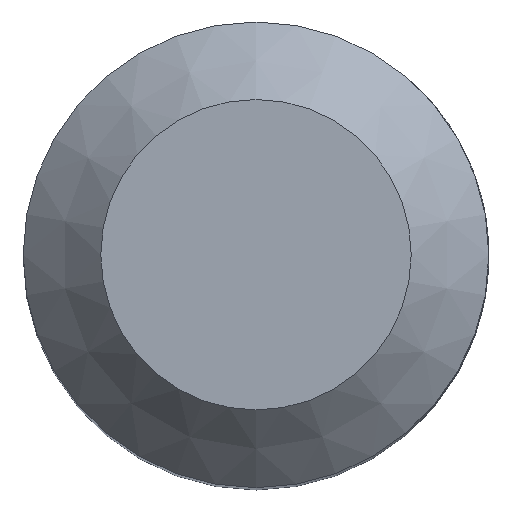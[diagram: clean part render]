
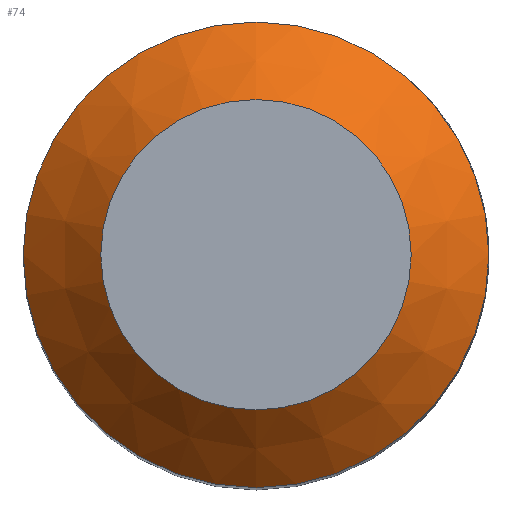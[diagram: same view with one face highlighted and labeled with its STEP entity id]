
A CAD part, top view. The second image highlights one B-rep face of the part: STEP entity #74.
In plain terms, the highlighted conical face has half-angle 45 degrees and reference radius 2.5 mm.
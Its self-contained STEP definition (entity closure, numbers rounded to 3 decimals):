
#23=FACE_BOUND('',#37,.T.);
#27=FACE_OUTER_BOUND('',#36,.T.);
#36=EDGE_LOOP('',(#63));
#37=EDGE_LOOP('',(#64));
#42=CIRCLE('',#83,3.);
#43=CIRCLE('',#86,2.);
#46=VERTEX_POINT('',#118);
#49=VERTEX_POINT('',#169);
#52=EDGE_CURVE('',#46,#46,#42,.T.);
#55=EDGE_CURVE('',#49,#49,#43,.T.);
#63=ORIENTED_EDGE('',*,*,#55,.T.);
#64=ORIENTED_EDGE('',*,*,#52,.T.);
#69=CONICAL_SURFACE('',#85,2.5,45.);
#74=ADVANCED_FACE('',(#27,#23),#69,.T.);
#83=AXIS2_PLACEMENT_3D('',#119,#99,#100);
#85=AXIS2_PLACEMENT_3D('',#168,#103,#104);
#86=AXIS2_PLACEMENT_3D('',#170,#105,#106);
#99=DIRECTION('center_axis',(0.,0.,1.));
#100=DIRECTION('ref_axis',(0.,-1.,0.));
#103=DIRECTION('center_axis',(0.,0.,-1.));
#104=DIRECTION('ref_axis',(0.,-1.,0.));
#105=DIRECTION('center_axis',(0.,0.,-1.));
#106=DIRECTION('ref_axis',(0.,-1.,0.));
#118=CARTESIAN_POINT('',(0.,3.,-1.));
#119=CARTESIAN_POINT('Origin',(0.,0.,-1.));
#168=CARTESIAN_POINT('Origin',(0.,0.,-0.5));
#169=CARTESIAN_POINT('',(0.,2.,0.));
#170=CARTESIAN_POINT('Origin',(0.,0.,0.));
